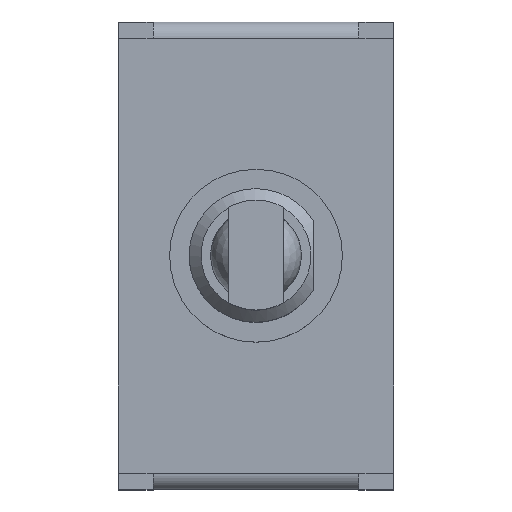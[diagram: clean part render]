
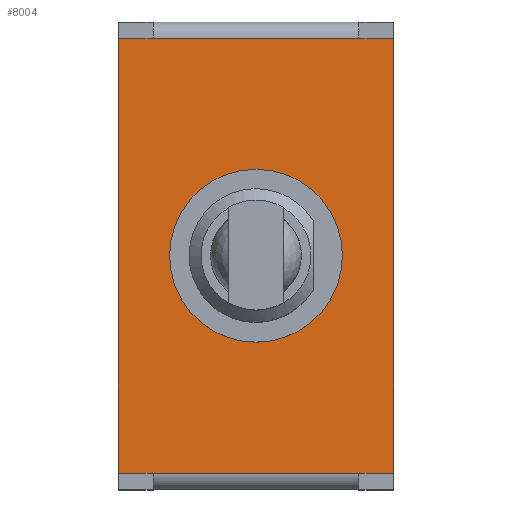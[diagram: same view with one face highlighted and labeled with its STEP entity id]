
A CAD part, top view. The second image highlights one B-rep face of the part: STEP entity #8004.
In plain terms, the highlighted planar face has unit normal (0, 0, 1).
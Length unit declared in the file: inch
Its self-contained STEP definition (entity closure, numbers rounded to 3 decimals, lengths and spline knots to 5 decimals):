
#41=FACE_BOUND('',#1386,.T.);
#275=CIRCLE('',#8658,0.15709);
#905=FACE_OUTER_BOUND('',#1385,.T.);
#1385=EDGE_LOOP('',(#6943,#6944,#6945,#6946,#6947,#6948,#6949,#6950));
#1386=EDGE_LOOP('',(#6951));
#2214=LINE('',#13255,#3075);
#2216=LINE('',#13260,#3077);
#2218=LINE('',#13263,#3079);
#2221=LINE('',#13269,#3082);
#2226=LINE('',#13279,#3087);
#2228=LINE('',#13282,#3089);
#2236=LINE('',#13301,#3097);
#2237=LINE('',#13304,#3098);
#3075=VECTOR('',#10898,0.3937);
#3077=VECTOR('',#10902,0.3937);
#3079=VECTOR('',#10906,0.3937);
#3082=VECTOR('',#10911,0.3937);
#3087=VECTOR('',#10918,0.3937);
#3089=VECTOR('',#10922,0.3937);
#3097=VECTOR('',#10942,0.3937);
#3098=VECTOR('',#10947,0.3937);
#3692=VERTEX_POINT('',#12891);
#3710=VERTEX_POINT('',#12932);
#3718=VERTEX_POINT('',#12950);
#3721=VERTEX_POINT('',#12957);
#3820=VERTEX_POINT('',#13251);
#3823=VERTEX_POINT('',#13258);
#3825=VERTEX_POINT('',#13267);
#3826=VERTEX_POINT('',#13272);
#3829=VERTEX_POINT('',#13277);
#4719=EDGE_CURVE('',#3692,#3692,#275,.T.);
#4896=EDGE_CURVE('',#3721,#3820,#2214,.T.);
#4898=EDGE_CURVE('',#3710,#3823,#2216,.T.);
#4900=EDGE_CURVE('',#3823,#3820,#2218,.T.);
#4903=EDGE_CURVE('',#3718,#3825,#2221,.T.);
#4908=EDGE_CURVE('',#3829,#3826,#2226,.T.);
#4910=EDGE_CURVE('',#3825,#3826,#2228,.T.);
#4920=EDGE_CURVE('',#3829,#3710,#2236,.T.);
#4922=EDGE_CURVE('',#3718,#3721,#2237,.T.);
#6943=ORIENTED_EDGE('',*,*,#4922,.F.);
#6944=ORIENTED_EDGE('',*,*,#4903,.T.);
#6945=ORIENTED_EDGE('',*,*,#4910,.T.);
#6946=ORIENTED_EDGE('',*,*,#4908,.F.);
#6947=ORIENTED_EDGE('',*,*,#4920,.T.);
#6948=ORIENTED_EDGE('',*,*,#4898,.T.);
#6949=ORIENTED_EDGE('',*,*,#4900,.T.);
#6950=ORIENTED_EDGE('',*,*,#4896,.F.);
#6951=ORIENTED_EDGE('',*,*,#4719,.T.);
#7553=PLANE('',#8746);
#8004=ADVANCED_FACE('',(#905,#41),#7553,.T.);
#8658=AXIS2_PLACEMENT_3D('',#12893,#10589,#10590);
#8746=AXIS2_PLACEMENT_3D('',#13303,#10945,#10946);
#10589=DIRECTION('center_axis',(0.,0.,
-1.));
#10590=DIRECTION('ref_axis',(-1.,0.,0.));
#10898=DIRECTION('',(-1.,0.,0.));
#10902=DIRECTION('',(-1.,0.,0.));
#10906=DIRECTION('',(0.,-1.,0.));
#10911=DIRECTION('',(1.,0.,0.));
#10918=DIRECTION('',(1.,0.,0.));
#10922=DIRECTION('',(0.,1.,0.));
#10942=DIRECTION('',(-1.,0.,0.));
#10945=DIRECTION('center_axis',(0.,0.,
1.));
#10946=DIRECTION('ref_axis',(1.,0.,0.));
#10947=DIRECTION('',(-1.,0.,0.));
#12891=CARTESIAN_POINT('',(0.15709,0.,0.41496));
#12893=CARTESIAN_POINT('Origin',(0.,0.,
0.41496));
#12932=CARTESIAN_POINT('',(-0.18701,0.39508,0.41496));
#12950=CARTESIAN_POINT('',(0.18701,-0.39508,0.41496));
#12957=CARTESIAN_POINT('',(-0.18701,-0.39508,0.41496));
#13251=CARTESIAN_POINT('',(-0.25,-0.39508,0.41496));
#13255=CARTESIAN_POINT('',(-0.18701,-0.39508,0.41496));
#13258=CARTESIAN_POINT('',(-0.25,0.39508,0.41496));
#13260=CARTESIAN_POINT('',(-0.18701,0.39508,0.41496));
#13263=CARTESIAN_POINT('',(-0.25,-0.39508,0.41496));
#13267=CARTESIAN_POINT('',(0.25,-0.39508,0.41496));
#13269=CARTESIAN_POINT('',(0.18701,-0.39508,0.41496));
#13272=CARTESIAN_POINT('',(0.25,0.39508,0.41496));
#13277=CARTESIAN_POINT('',(0.18701,0.39508,0.41496));
#13279=CARTESIAN_POINT('',(0.18701,0.39508,0.41496));
#13282=CARTESIAN_POINT('',(0.25,0.39508,0.41496));
#13301=CARTESIAN_POINT('',(0.,0.39508,0.41496));
#13303=CARTESIAN_POINT('Origin',(0.,0.39508,
0.41496));
#13304=CARTESIAN_POINT('',(0.,-0.39508,0.41496));
